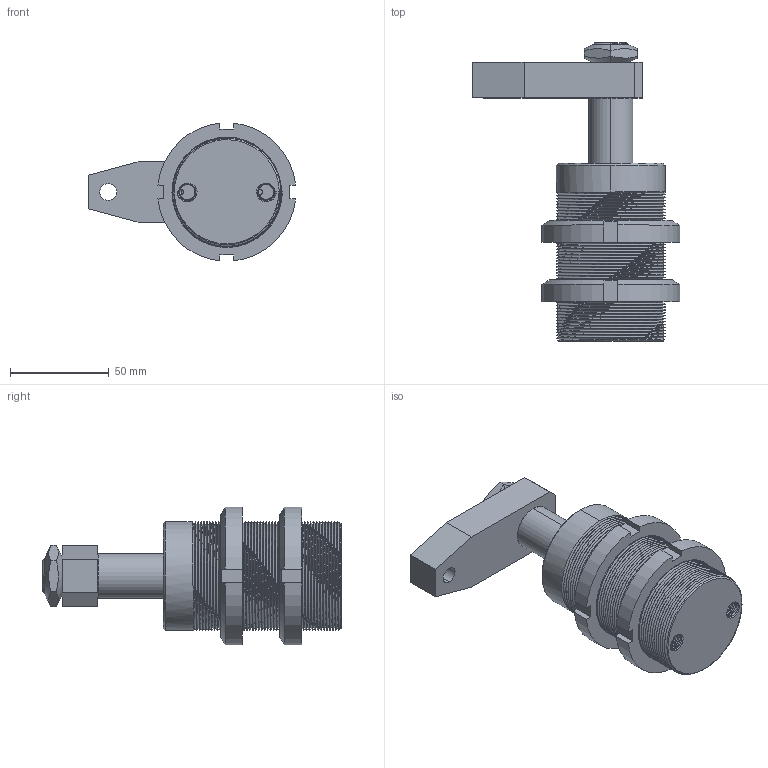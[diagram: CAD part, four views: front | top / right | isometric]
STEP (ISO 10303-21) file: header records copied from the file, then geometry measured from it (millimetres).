
FILE_DESCRIPTION (( 'STEP AP203' ), '1' );
FILE_NAME ('chs-tb40s_asm.STEP', '2019-04-19T01:25:12', ( '' ), ( '' ), 'SwSTEP 2.0', 'SolidWorks 2017', '' );
FILE_SCHEMA (( 'CONFIG_CONTROL_DESIGN' ));
Length unit declared in the file: millimetre
Products named in the file (6): CHS-40S-02_6; CHS-40S-01_7; CHS-TB40-03_1; M18_7; CHS-TB40-04_1; chs-tb40s_asm
Assembly tree (6 placements, depth 2):
  chs-tb40s_asm
    CHS-TB40-03_1
    CHS-TB40-04_1  x2
    CHS-40S-02_6
    CHS-40S-01_7
    M18_7
Bounding box: 104.82 x 150.9 x 69.65 mm (x, y, z)
Volume: 259110.2 mm3; surface area: 84762.2 mm2
Topology: 7 solids, 7 shells, 418 faces, 1429 edges, 1023 vertices
Faces by surface type: cylinder 197, cone 84, plane 75, bspline 62
Entity records: 74183 total; most frequent: CARTESIAN_POINT 64103, ORIENTED_EDGE 2550, EDGE_CURVE 1275, DIRECTION 1150, VERTEX_POINT 919, B_SPLINE_CURVE_WITH_KNOTS 856, AXIS2_PLACEMENT_3D 412, EDGE_LOOP 390
